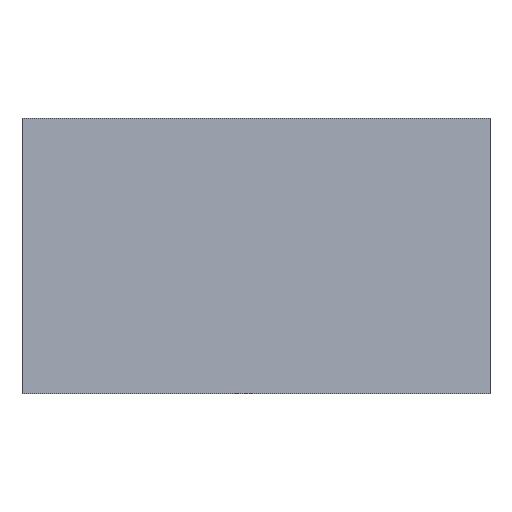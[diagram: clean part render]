
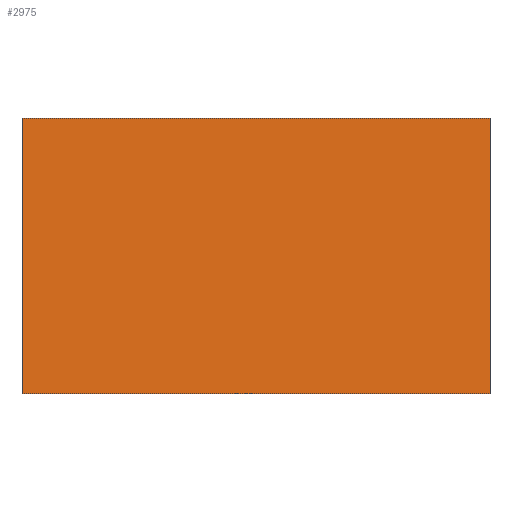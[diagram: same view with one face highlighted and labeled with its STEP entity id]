
A CAD part, front view. The second image highlights one B-rep face of the part: STEP entity #2975.
In plain terms, the highlighted planar face has unit normal (0, -0.998, 0.07).
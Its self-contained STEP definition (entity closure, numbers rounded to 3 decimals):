
#208=FACE_OUTER_BOUND('',#373,.T.);
#373=EDGE_LOOP('',(#2615,#2616,#2617,#2618));
#745=LINE('',#4705,#1135);
#750=LINE('',#4715,#1140);
#766=LINE('',#4760,#1156);
#768=LINE('',#4763,#1158);
#1135=VECTOR('',#3808,10.);
#1140=VECTOR('',#3817,10.);
#1156=VECTOR('',#3865,10.);
#1158=VECTOR('',#3869,10.);
#1420=VERTEX_POINT('',#4702);
#1421=VERTEX_POINT('',#4704);
#1424=VERTEX_POINT('',#4714);
#1437=VERTEX_POINT('',#4758);
#1815=EDGE_CURVE('',#1420,#1421,#745,.T.);
#1820=EDGE_CURVE('',#1421,#1424,#750,.T.);
#1842=EDGE_CURVE('',#1437,#1420,#766,.T.);
#1844=EDGE_CURVE('',#1424,#1437,#768,.T.);
#2615=ORIENTED_EDGE('',*,*,#1842,.F.);
#2616=ORIENTED_EDGE('',*,*,#1844,.F.);
#2617=ORIENTED_EDGE('',*,*,#1820,.F.);
#2618=ORIENTED_EDGE('',*,*,#1815,.F.);
#2825=PLANE('',#3160);
#2975=ADVANCED_FACE('',(#208),#2825,.F.);
#3160=AXIS2_PLACEMENT_3D('',#4769,#3876,#3877);
#3808=DIRECTION('',(0.,-0.07,-0.998));
#3817=DIRECTION('',(-1.,0.,0.));
#3865=DIRECTION('',(1.,0.,0.));
#3869=DIRECTION('',(0.,0.07,0.998));
#3876=DIRECTION('center_axis',(0.,0.998,-0.07));
#3877=DIRECTION('ref_axis',(0.,0.07,0.998));
#4702=CARTESIAN_POINT('',(121.376,-16.,59.343));
#4704=CARTESIAN_POINT('',(121.376,-25.022,-69.637));
#4705=CARTESIAN_POINT('',(121.376,-16.,59.343));
#4714=CARTESIAN_POINT('',(-97.844,-25.022,-69.637));
#4715=CARTESIAN_POINT('',(11.766,-25.022,-69.637));
#4758=CARTESIAN_POINT('',(-97.844,-16.,59.343));
#4760=CARTESIAN_POINT('',(-97.844,-16.,59.343));
#4763=CARTESIAN_POINT('',(-97.844,-24.961,-68.766));
#4769=CARTESIAN_POINT('Origin',(-97.844,-25.022,-69.637));
